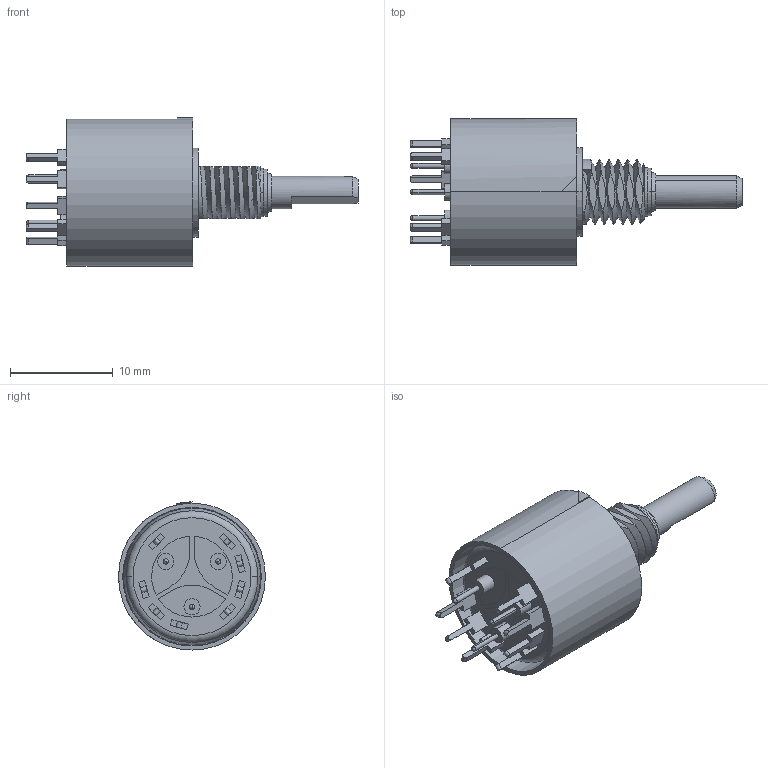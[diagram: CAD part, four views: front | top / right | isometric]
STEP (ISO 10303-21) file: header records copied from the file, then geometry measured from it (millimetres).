
FILE_DESCRIPTION((''),'2;1');
FILE_NAME('513374-12-F_S','2011-02-24T',('Administrator'),(''),'PRO/ENGINEER BY PARAMETRIC TECHNOLOGY CORPORATION, 2006200','PRO/ENGINEER BY PARAMETRIC TECHNOLOGY CORPORATION, 2006200','');
FILE_SCHEMA(('CONFIG_CONTROL_DESIGN'));
Length unit declared in the file: inch
Products named in the file (1): 513374-12-F_S
Bounding box: 32.38 x 14.33 x 14.45 mm (x, y, z)
Volume: 1071.1 mm3; surface area: 2491.2 mm2
Topology: 2 solids, 5 shells, 917 faces, 2534 edges, 1676 vertices
Faces by surface type: plane 762, cylinder 128, cone 11, bspline 6, sphere 6, torus 4
Entity records: 32814 total; most frequent: CARTESIAN_POINT 7973, ORIENTED_EDGE 5056, DIRECTION 4574, EDGE_CURVE 2528, VECTOR 2156, LINE 2156, VERTEX_POINT 1676, AXIS2_PLACEMENT_3D 1209
